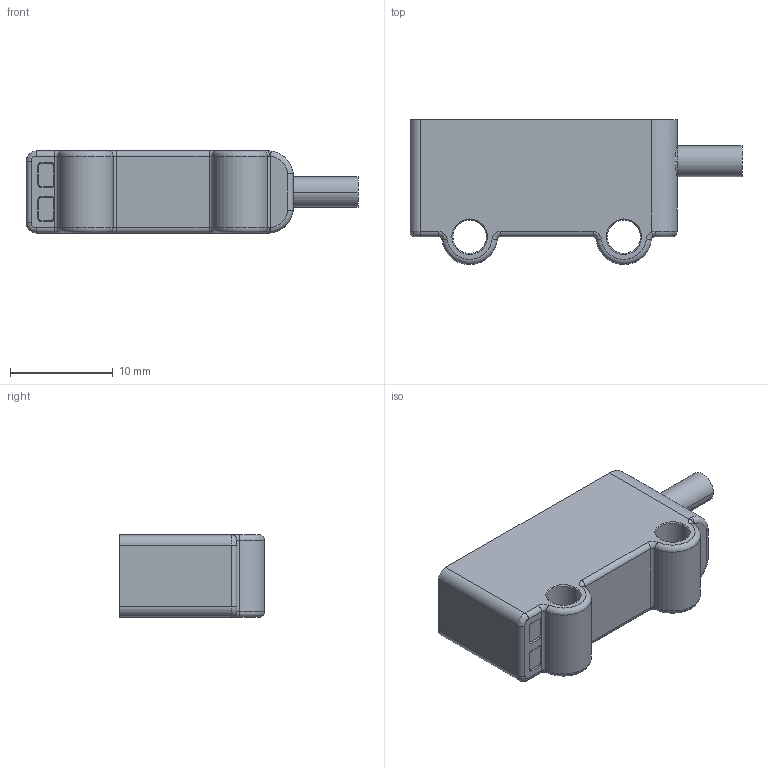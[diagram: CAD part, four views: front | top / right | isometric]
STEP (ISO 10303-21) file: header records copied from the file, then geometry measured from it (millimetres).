
FILE_DESCRIPTION((''),'2;1');
FILE_NAME('232491_SM01_ASM','2022-12-05T09:05:16',('PDMAdmin'),('BANNER ENGINEERING'),'CREO PARAMETRIC BY PTC INC, 2019292','CREO PARAMETRIC BY PTC INC, 2019292','');
FILE_SCHEMA(('CONFIG_CONTROL_DESIGN'));
Length unit declared in the file: millimetre
Products named in the file (2): 232491_SM01; 232491_SM01_ASM
Assembly tree (1 placements, depth 2):
  232491_SM01_ASM
    232491_SM01
Bounding box: 32.3 x 14.09 x 8 mm (x, y, z)
Volume: 2418.2 mm3; surface area: 1610.7 mm2
Topology: 1 solids, 5 shells, 145 faces, 357 edges, 218 vertices
Faces by surface type: cylinder 42, torus 33, plane 31, cone 24, bspline 15
Entity records: 5674 total; most frequent: CARTESIAN_POINT 2151, DIRECTION 763, ORIENTED_EDGE 714, EDGE_CURVE 357, AXIS2_PLACEMENT_3D 313, VERTEX_POINT 218, CIRCLE 180, EDGE_LOOP 153
